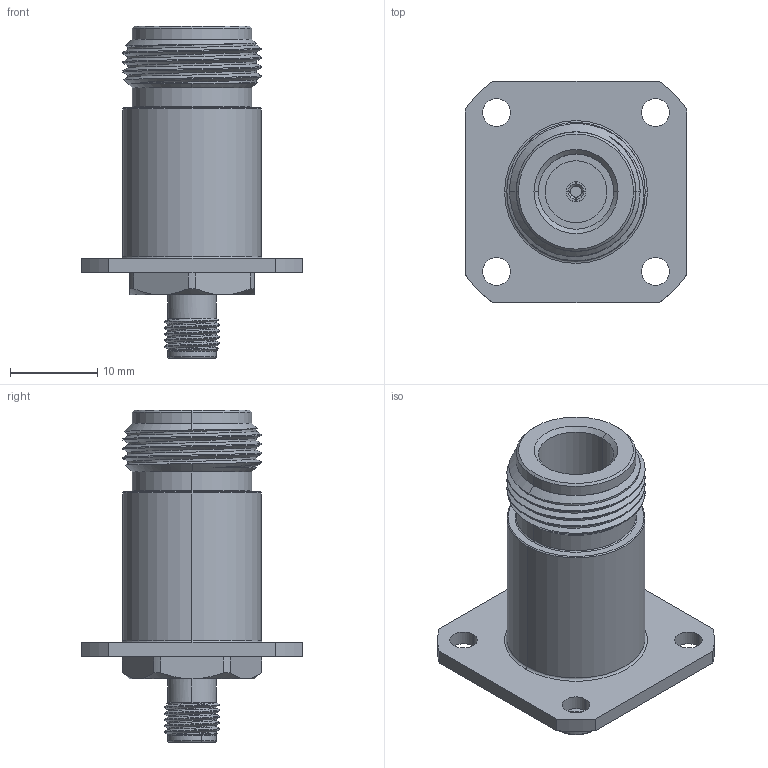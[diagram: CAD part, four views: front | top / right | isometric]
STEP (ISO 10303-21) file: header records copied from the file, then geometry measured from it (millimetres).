
FILE_DESCRIPTION (( 'STEP AP203' ), '1' );
FILE_NAME ('SM4208.step', '2018-11-16T19:03:05', ( '' ), ( '' ), 'SwSTEP 2.0', 'SolidWorks 2017', '' );
FILE_SCHEMA (( 'CONFIG_CONTROL_DESIGN' ));
Length unit declared in the file: inch
Products named in the file (1): SM4208
Bounding box: 25.4 x 25.4 x 38.1 mm (x, y, z)
Volume: 5942.9 mm3; surface area: 3527.7 mm2
Topology: 1 solids, 1 shells, 149 faces, 374 edges, 239 vertices
Faces by surface type: cylinder 70, plane 36, cone 31, bspline 8, torus 4
Entity records: 7008 total; most frequent: CARTESIAN_POINT 3562, ORIENTED_EDGE 748, DIRECTION 663, EDGE_CURVE 374, AXIS2_PLACEMENT_3D 270, VERTEX_POINT 239, EDGE_LOOP 169, FACE_OUTER_BOUND 149
